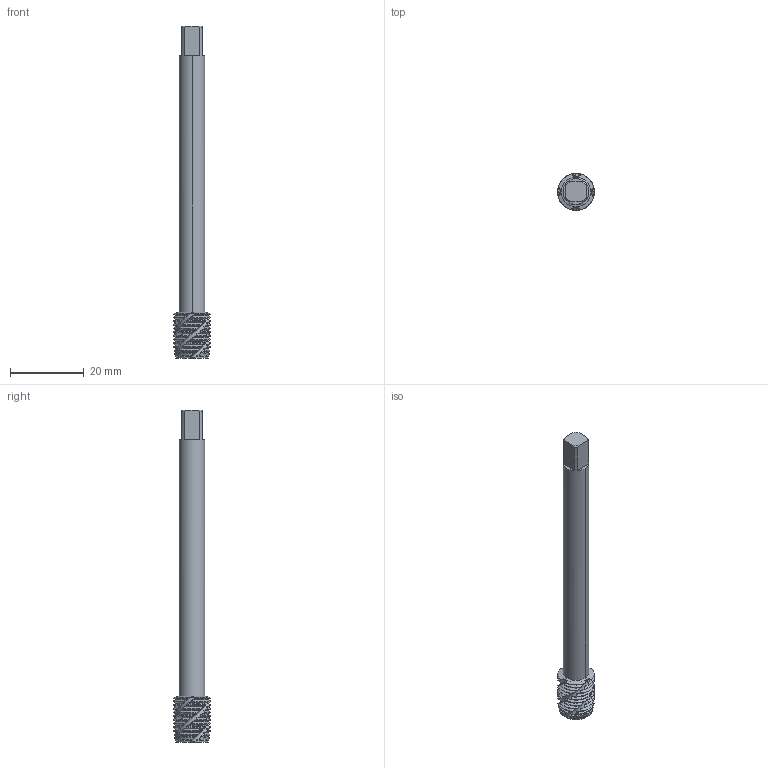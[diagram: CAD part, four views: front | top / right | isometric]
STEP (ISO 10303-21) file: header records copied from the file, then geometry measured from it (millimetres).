
FILE_DESCRIPTION(('no description'),'unknown implementation level');
FILE_NAME('solidrrgd4egQihqyAWJ7CvvE_QrNGUY_1.STP',' ',('CIM GmbH Aachen'),('CADClick - KiM GmbH - www.kimweb.de'),'unknown preprocess','ACIS','unknown authorization');
FILE_SCHEMA(('automotive_design'));
Length unit declared in the file: millimetre
Products named in the file (2): 1; 2
Bounding box: 10 x 10 x 90 mm (x, y, z)
Volume: 3725.7 mm3; surface area: 3046.3 mm2
Topology: 2 solids, 2 shells, 329 faces, 943 edges, 618 vertices
Faces by surface type: cone 166, cylinder 134, plane 17, bspline 8, revolution 4
Entity records: 27552 total; most frequent: CARTESIAN_POINT 9085, STYLED_ITEM 1892, PRESENTATION_STYLE_ASSIGNMENT 1892, COLOUR_RGB 1892, ORIENTED_EDGE 1886, DIRECTION 1475, EDGE_CURVE 943, CURVE_STYLE 943
